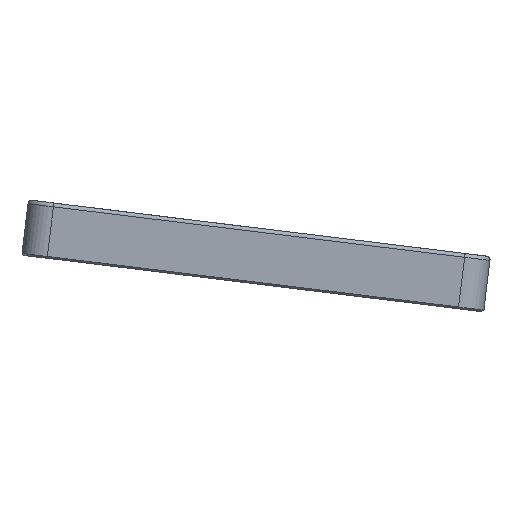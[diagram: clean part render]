
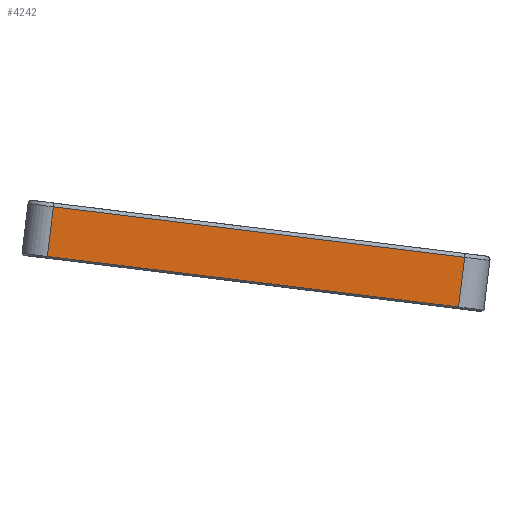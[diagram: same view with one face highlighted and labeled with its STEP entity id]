
A CAD part, left-side view. The second image highlights one B-rep face of the part: STEP entity #4242.
In plain terms, the highlighted planar face has unit normal (-1, 0, 0).
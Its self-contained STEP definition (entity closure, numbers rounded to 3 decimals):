
#261=PLANE('',#4748);
#488=FACE_OUTER_BOUND('',#760,.T.);
#760=EDGE_LOOP('',(#3849,#3850,#3851,#3852));
#1046=LINE('',#7082,#1407);
#1120=LINE('',#7334,#1481);
#1122=LINE('',#7342,#1483);
#1123=LINE('',#7343,#1484);
#1407=VECTOR('',#5776,10.);
#1481=VECTOR('',#6024,10.);
#1483=VECTOR('',#6036,10.);
#1484=VECTOR('',#6037,10.);
#2077=VERTEX_POINT('',#7076);
#2078=VERTEX_POINT('',#7080);
#2153=VERTEX_POINT('',#7328);
#2154=VERTEX_POINT('',#7332);
#2618=EDGE_CURVE('',#2077,#2078,#1046,.T.);
#2739=EDGE_CURVE('',#2154,#2153,#1120,.T.);
#2743=EDGE_CURVE('',#2153,#2077,#1122,.T.);
#2744=EDGE_CURVE('',#2078,#2154,#1123,.T.);
#3849=ORIENTED_EDGE('',*,*,#2618,.F.);
#3850=ORIENTED_EDGE('',*,*,#2743,.F.);
#3851=ORIENTED_EDGE('',*,*,#2739,.F.);
#3852=ORIENTED_EDGE('',*,*,#2744,.F.);
#4242=ADVANCED_FACE('',(#488),#261,.T.);
#4748=AXIS2_PLACEMENT_3D('',#7341,#6034,#6035);
#5776=DIRECTION('',(0.,0.993,0.122));
#6024=DIRECTION('',(0.,-0.993,-0.122));
#6034=DIRECTION('center_axis',(-1.,0.,0.));
#6035=DIRECTION('ref_axis',(0.,-0.993,-0.122));
#6036=DIRECTION('',(0.,0.122,-0.993));
#6037=DIRECTION('',(0.,-0.122,0.993));
#7076=CARTESIAN_POINT('',(-7.475,-78.536,-2.325));
#7080=CARTESIAN_POINT('',(-7.475,2.009,7.565));
#7082=CARTESIAN_POINT('',(-7.475,-15.646,5.397));
#7328=CARTESIAN_POINT('',(-7.475,-79.73,7.397));
#7332=CARTESIAN_POINT('',(-7.475,0.815,17.287));
#7334=CARTESIAN_POINT('',(-7.475,-16.84,15.119));
#7341=CARTESIAN_POINT('Origin',(-7.475,6.613,11.097));
#7342=CARTESIAN_POINT('',(-7.475,-78.895,0.598));
#7343=CARTESIAN_POINT('',(-7.475,1.65,10.488));
